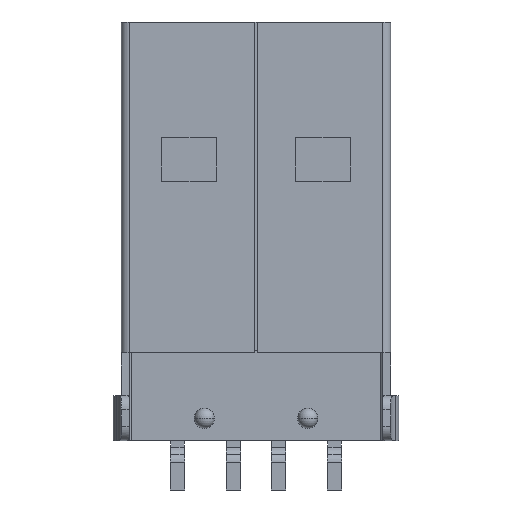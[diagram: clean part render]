
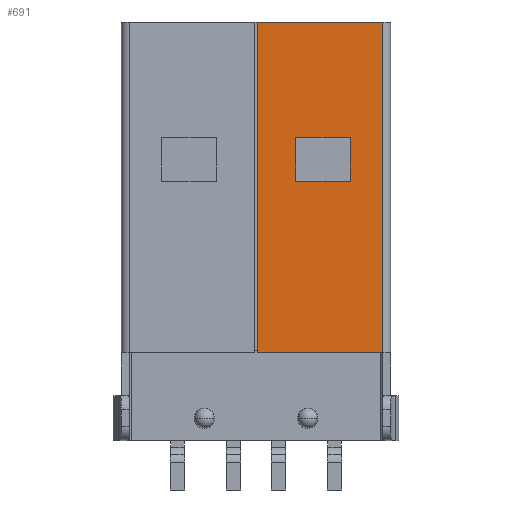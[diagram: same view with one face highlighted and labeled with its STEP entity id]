
A CAD part, front view. The second image highlights one B-rep face of the part: STEP entity #691.
In plain terms, the highlighted planar face has unit normal (0, -1, 0).
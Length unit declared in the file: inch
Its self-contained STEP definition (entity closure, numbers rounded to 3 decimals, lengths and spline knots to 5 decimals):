
#541 = EDGE_CURVE ( 'NONE', #19350, #5914, #13955, .T. ) ;
#691 = ADVANCED_FACE ( 'NONE', ( #12430, #11819 ), #21480, .T. ) ;
#717 = DIRECTION ( 'NONE',  ( -1., 0., 0. ) ) ;
#1327 = LINE ( 'NONE', #23640, #20098 ) ;
#1681 = EDGE_CURVE ( 'NONE', #2613, #19350, #3274, .T. ) ;
#1805 = DIRECTION ( 'NONE',  ( 0., 0., -1. ) ) ;
#2256 = CARTESIAN_POINT ( 'NONE',  ( -0.03714, -0.05775, -0.19094 ) ) ;
#2469 = CARTESIAN_POINT ( 'NONE',  ( -0.03714, -0.05775, -0.19094 ) ) ;
#2613 = VERTEX_POINT ( 'NONE', #3522 ) ;
#3121 = ORIENTED_EDGE ( 'NONE', *, *, #14331, .F. ) ;
#3274 = LINE ( 'NONE', #10031, #17657 ) ;
#3522 = CARTESIAN_POINT ( 'NONE',  ( 0.12636, -0.05775, 0.11006 ) ) ;
#3556 = CARTESIAN_POINT ( 'NONE',  ( 0.03036, -0.05775, 0.11006 ) ) ;
#4025 = ORIENTED_EDGE ( 'NONE', *, *, #21484, .F. ) ;
#4026 = EDGE_LOOP ( 'NONE', ( #9916, #24068, #11937, #12224 ) ) ;
#4848 = VECTOR ( 'NONE', #1805, 39.37008 ) ;
#5131 = VECTOR ( 'NONE', #13748, 39.37008 ) ;
#5914 = VERTEX_POINT ( 'NONE', #11841 ) ;
#6228 = VERTEX_POINT ( 'NONE', #20083 ) ;
#8531 = VERTEX_POINT ( 'NONE', #17274 ) ;
#9225 = VECTOR ( 'NONE', #13384, 39.37008 ) ;
#9853 = LINE ( 'NONE', #22501, #24207 ) ;
#9916 = ORIENTED_EDGE ( 'NONE', *, *, #541, .T. ) ;
#10031 = CARTESIAN_POINT ( 'NONE',  ( 0.18286, -0.05775, 0.11006 ) ) ;
#10162 = CARTESIAN_POINT ( 'NONE',  ( 0.18286, -0.05775, 0.18606 ) ) ;
#10356 = DIRECTION ( 'NONE',  ( 0., -1., 0. ) ) ;
#10960 = ORIENTED_EDGE ( 'NONE', *, *, #12505, .F. ) ;
#10992 = EDGE_CURVE ( 'NONE', #8531, #6228, #9853, .T. ) ;
#11531 = EDGE_LOOP ( 'NONE', ( #4025, #14395, #3121, #10960 ) ) ;
#11819 = FACE_OUTER_BOUND ( 'NONE', #11531, .T. ) ;
#11841 = CARTESIAN_POINT ( 'NONE',  ( 0.03036, -0.05775, 0.18606 ) ) ;
#11889 = VERTEX_POINT ( 'NONE', #2256 ) ;
#11937 = ORIENTED_EDGE ( 'NONE', *, *, #21801, .T. ) ;
#11940 = EDGE_CURVE ( 'NONE', #5914, #23019, #15768, .T. ) ;
#12224 = ORIENTED_EDGE ( 'NONE', *, *, #1681, .T. ) ;
#12300 = AXIS2_PLACEMENT_3D ( 'NONE', #21558, #10356, #23473 ) ;
#12430 = FACE_BOUND ( 'NONE', #4026, .T. ) ;
#12505 = EDGE_CURVE ( 'NONE', #23077, #11889, #22427, .T. ) ;
#13358 = VECTOR ( 'NONE', #16272, 39.37008 ) ;
#13384 = DIRECTION ( 'NONE',  ( 0., 0., 1. ) ) ;
#13748 = DIRECTION ( 'NONE',  ( -1., 0., 0. ) ) ;
#13955 = LINE ( 'NONE', #23746, #13358 ) ;
#14314 = DIRECTION ( 'NONE',  ( 0., 0., -1. ) ) ;
#14331 = EDGE_CURVE ( 'NONE', #11889, #8531, #15354, .T. ) ;
#14395 = ORIENTED_EDGE ( 'NONE', *, *, #10992, .F. ) ;
#15109 = CARTESIAN_POINT ( 'NONE',  ( 0.18286, -0.05775, -0.19094 ) ) ;
#15248 = CARTESIAN_POINT ( 'NONE',  ( -0.03714, -0.05775, 0.38906 ) ) ;
#15354 = LINE ( 'NONE', #15248, #9225 ) ;
#15768 = LINE ( 'NONE', #10162, #20708 ) ;
#16272 = DIRECTION ( 'NONE',  ( 0., 0., 1. ) ) ;
#17274 = CARTESIAN_POINT ( 'NONE',  ( -0.03714, -0.05775, 0.38906 ) ) ;
#17657 = VECTOR ( 'NONE', #717, 39.37008 ) ;
#19189 = LINE ( 'NONE', #15109, #4848 ) ;
#19350 = VERTEX_POINT ( 'NONE', #3556 ) ;
#20083 = CARTESIAN_POINT ( 'NONE',  ( 0.18286, -0.05775, 0.38906 ) ) ;
#20098 = VECTOR ( 'NONE', #14314, 39.37008 ) ;
#20110 = CARTESIAN_POINT ( 'NONE',  ( 0.18286, -0.05775, -0.19094 ) ) ;
#20587 = DIRECTION ( 'NONE',  ( 1., 0., 0. ) ) ;
#20708 = VECTOR ( 'NONE', #23181, 39.37008 ) ;
#21480 = PLANE ( 'NONE',  #12300 ) ;
#21484 = EDGE_CURVE ( 'NONE', #6228, #23077, #19189, .T. ) ;
#21558 = CARTESIAN_POINT ( 'NONE',  ( 0.18286, -0.05775, 0.38906 ) ) ;
#21801 = EDGE_CURVE ( 'NONE', #23019, #2613, #1327, .T. ) ;
#21932 = CARTESIAN_POINT ( 'NONE',  ( 0.12636, -0.05775, 0.18606 ) ) ;
#22427 = LINE ( 'NONE', #2469, #5131 ) ;
#22501 = CARTESIAN_POINT ( 'NONE',  ( 0.18286, -0.05775, 0.38906 ) ) ;
#23019 = VERTEX_POINT ( 'NONE', #21932 ) ;
#23077 = VERTEX_POINT ( 'NONE', #20110 ) ;
#23181 = DIRECTION ( 'NONE',  ( 1., 0., 0. ) ) ;
#23473 = DIRECTION ( 'NONE',  ( 1., 0., 0. ) ) ;
#23640 = CARTESIAN_POINT ( 'NONE',  ( 0.12636, -0.05775, 0.38906 ) ) ;
#23746 = CARTESIAN_POINT ( 'NONE',  ( 0.03036, -0.05775, 0.38906 ) ) ;
#24068 = ORIENTED_EDGE ( 'NONE', *, *, #11940, .T. ) ;
#24207 = VECTOR ( 'NONE', #20587, 39.37008 ) ;
